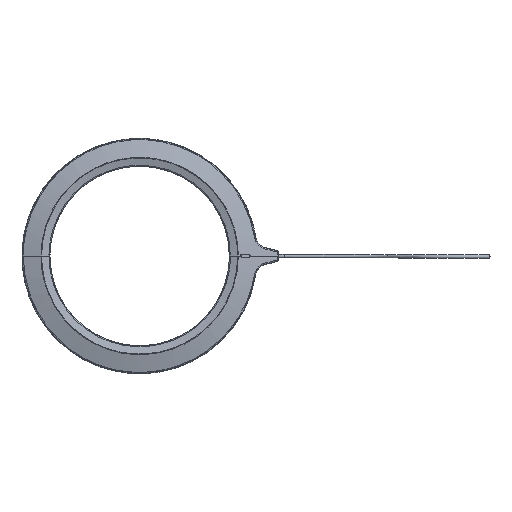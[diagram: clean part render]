
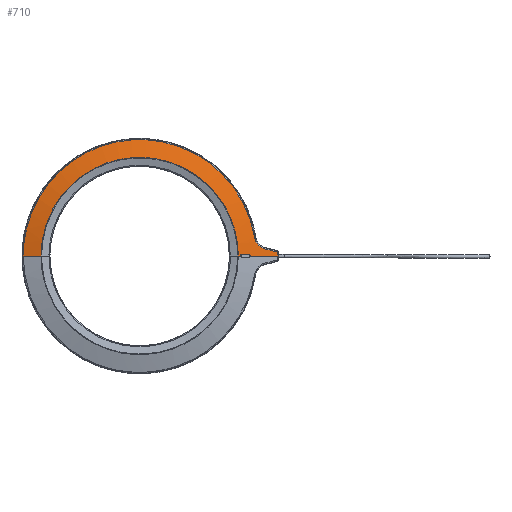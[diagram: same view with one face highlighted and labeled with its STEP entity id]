
A CAD part, top view. The second image highlights one B-rep face of the part: STEP entity #710.
In plain terms, the highlighted free-form (B-spline) face has degree [2, 1] with [5, 2] control points.
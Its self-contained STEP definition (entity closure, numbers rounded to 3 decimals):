
#181=B_SPLINE_CURVE_WITH_KNOTS('',3,(#30126,#30127,#30128,#30129,#30130,
#30131,#30132),.UNSPECIFIED.,.F.,.F.,(4,3,4),(0.,3.17,3.17),
 .UNSPECIFIED.);
#183=B_SPLINE_CURVE_WITH_KNOTS('',3,(#30155,#30156,#30157,#30158,#30159,
#30160,#30161,#30162,#30163,#30164),.UNSPECIFIED.,.F.,.F.,(4,3,3,4),(0.,
1.279,9.279,11.279),.UNSPECIFIED.);
#201=B_SPLINE_CURVE_WITH_KNOTS('',3,(#30270,#30271,#30272,#30273,#30274,
#30275),.UNSPECIFIED.,.F.,.F.,(4,2,4),(0.,6.788,13.577),
 .UNSPECIFIED.);
#203=B_SPLINE_CURVE_WITH_KNOTS('',1,(#30300,#30301),.UNSPECIFIED.,.F.,.F.,
(2,2),(84.076,99.153),.UNSPECIFIED.);
#204=B_SPLINE_CURVE_WITH_KNOTS('',3,(#30307,#30308,#30309,#30310,#30311,
#30312,#30313,#30314,#30315,#30316,#30317,#30318,#30319,#30320,#30321,#30322,
#30323,#30324,#30325,#30326,#30327,#30328),.UNSPECIFIED.,.F.,.F.,(4,3,3,
3,3,3,3,4),(0.,5.176,5.346,5.871,6.38,
6.876,7.368,7.584),.UNSPECIFIED.);
#208=B_SPLINE_CURVE_WITH_KNOTS('',1,(#30361,#30362),.UNSPECIFIED.,.F.,.F.,
(2,2),(84.076,85.928),.UNSPECIFIED.);
#209=B_SPLINE_CURVE_WITH_KNOTS('',1,(#30363,#30364),.UNSPECIFIED.,.F.,.F.,
(2,2),(94.21,117.538),.UNSPECIFIED.);
#211=B_SPLINE_CURVE_WITH_KNOTS('',3,(#30369,#30370,#30371,#30372,#30373,
#30374,#30375,#30376,#30377,#30378,#30379,#30380,#30381,#30382,#30383,#30384),
 .UNSPECIFIED.,.F.,.F.,(4,3,3,3,3,4),(17.578,17.859,
18.373,18.906,19.447,19.988),
 .UNSPECIFIED.);
#710=ADVANCED_FACE('',(#1048),#4512,.T.);
#1048=FACE_OUTER_BOUND('',#1388,.T.);
#1388=EDGE_LOOP('',(#2687,#2688,#2689,#2690,#2691,#2692,#2693,#2694,#2695,
#2696));
#2687=ORIENTED_EDGE('',*,*,#3435,.T.);
#2688=ORIENTED_EDGE('',*,*,#3438,.T.);
#2689=ORIENTED_EDGE('',*,*,#3425,.T.);
#2690=ORIENTED_EDGE('',*,*,#3436,.T.);
#2691=ORIENTED_EDGE('',*,*,#3385,.F.);
#2692=ORIENTED_EDGE('',*,*,#3388,.F.);
#2693=ORIENTED_EDGE('',*,*,#3417,.F.);
#2694=ORIENTED_EDGE('',*,*,#3421,.T.);
#2695=ORIENTED_EDGE('',*,*,#3423,.F.);
#2696=ORIENTED_EDGE('',*,*,#3420,.T.);
#3385=EDGE_CURVE('',#4266,#4288,#181,.T.);
#3388=EDGE_CURVE('',#4269,#4266,#183,.T.);
#3417=EDGE_CURVE('',#4278,#4269,#201,.T.);
#3420=EDGE_CURVE('',#4280,#4244,#3925,.T.);
#3421=EDGE_CURVE('',#4278,#4281,#3926,.T.);
#3423=EDGE_CURVE('',#4280,#4281,#203,.T.);
#3425=EDGE_CURVE('',#4279,#4287,#204,.T.);
#3435=EDGE_CURVE('',#4244,#4286,#208,.T.);
#3436=EDGE_CURVE('',#4287,#4288,#209,.T.);
#3438=EDGE_CURVE('',#4286,#4279,#211,.T.);
#3925=(
BOUNDED_CURVE()
B_SPLINE_CURVE(2,(#30285,#30286,#30287,#30288,#30289),.UNSPECIFIED.,.F.,
 .F.)
B_SPLINE_CURVE_WITH_KNOTS((3,2,3),(0.,127.566,255.132),
 .UNSPECIFIED.)
CURVE()
GEOMETRIC_REPRESENTATION_ITEM()
RATIONAL_B_SPLINE_CURVE((1.,0.707,1.,0.707,1.))
REPRESENTATION_ITEM('')
);
#3926=(
BOUNDED_CURVE()
B_SPLINE_CURVE(2,(#30290,#30291,#30292,#30293,#30294),.UNSPECIFIED.,.F.,
 .F.)
B_SPLINE_CURVE_WITH_KNOTS((3,2,3),(0.,142.836,285.673),
 .UNSPECIFIED.)
CURVE()
GEOMETRIC_REPRESENTATION_ITEM()
RATIONAL_B_SPLINE_CURVE((1.,0.735,1.,0.735,1.))
REPRESENTATION_ITEM('')
);
#4244=VERTEX_POINT('',#29986);
#4266=VERTEX_POINT('',#30008);
#4269=VERTEX_POINT('',#30011);
#4278=VERTEX_POINT('',#30020);
#4279=VERTEX_POINT('',#30021);
#4280=VERTEX_POINT('',#30022);
#4281=VERTEX_POINT('',#30023);
#4286=VERTEX_POINT('',#30028);
#4287=VERTEX_POINT('',#30029);
#4288=VERTEX_POINT('',#30030);
#4512=(
BOUNDED_SURFACE()
B_SPLINE_SURFACE(2,1,((#29842,#29843),(#29844,#29845),(#29846,#29847),(#29848,
#29849),(#29850,#29851)),.UNSPECIFIED.,.F.,.F.,.F.)
B_SPLINE_SURFACE_WITH_KNOTS((3,2,3),(2,2),(0.,199.822,399.644),
(0.,131.698),.UNSPECIFIED.)
GEOMETRIC_REPRESENTATION_ITEM()
RATIONAL_B_SPLINE_SURFACE(((1.,1.),(0.707,0.707),
(1.,1.),(0.707,0.707),(1.,1.)))
REPRESENTATION_ITEM('')
SURFACE()
);
#29842=CARTESIAN_POINT('',(0.,0.,333.591));
#29843=CARTESIAN_POINT('',(-127.211,0.,299.505));
#29844=CARTESIAN_POINT('',(0.,0.,333.591));
#29845=CARTESIAN_POINT('',(-127.211,127.211,299.505));
#29846=CARTESIAN_POINT('',(0.,0.,333.591));
#29847=CARTESIAN_POINT('',(0.,127.211,299.505));
#29848=CARTESIAN_POINT('',(0.,0.,333.591));
#29849=CARTESIAN_POINT('',(127.211,127.211,299.505));
#29850=CARTESIAN_POINT('',(0.,0.,333.591));
#29851=CARTESIAN_POINT('',(127.211,0.,299.505));
#29986=CARTESIAN_POINT('',(81.211,0.,311.831));
#30008=CARTESIAN_POINT('',(113.534,3.17,303.158));
#30011=CARTESIAN_POINT('',(102.957,5.91,305.958));
#30020=CARTESIAN_POINT('',(94.569,15.147,307.928));
#30021=CARTESIAN_POINT('',(84.5,1.5,310.946));
#30022=CARTESIAN_POINT('',(-81.211,0.,311.831));
#30023=CARTESIAN_POINT('',(-95.774,0.,307.928));
#30028=CARTESIAN_POINT('',(83.,0.,311.351));
#30029=CARTESIAN_POINT('',(91.,0.,309.208));
#30030=CARTESIAN_POINT('',(113.533,0.,303.17));
#30126=CARTESIAN_POINT('',(113.534,3.17,303.158));
#30127=CARTESIAN_POINT('',(113.534,2.113,303.166));
#30128=CARTESIAN_POINT('',(113.534,1.057,303.17));
#30129=CARTESIAN_POINT('',(113.533,0.,303.17));
#30130=CARTESIAN_POINT('',(113.533,0.,303.17));
#30131=CARTESIAN_POINT('',(113.533,0.,303.17));
#30132=CARTESIAN_POINT('',(113.533,0.,303.17));
#30155=CARTESIAN_POINT('',(102.957,5.91,305.958));
#30156=CARTESIAN_POINT('',(103.357,5.806,305.853));
#30157=CARTESIAN_POINT('',(103.757,5.703,305.748));
#30158=CARTESIAN_POINT('',(104.157,5.599,305.642));
#30159=CARTESIAN_POINT('',(106.658,4.951,304.982));
#30160=CARTESIAN_POINT('',(109.158,4.303,304.32));
#30161=CARTESIAN_POINT('',(111.658,3.655,303.656));
#30162=CARTESIAN_POINT('',(112.283,3.493,303.49));
#30163=CARTESIAN_POINT('',(112.909,3.332,303.324));
#30164=CARTESIAN_POINT('',(113.534,3.17,303.158));
#30270=CARTESIAN_POINT('',(94.569,15.147,307.928));
#30271=CARTESIAN_POINT('',(94.925,12.923,307.928));
#30272=CARTESIAN_POINT('',(95.951,10.841,307.722));
#30273=CARTESIAN_POINT('',(98.918,7.612,307.012));
#30274=CARTESIAN_POINT('',(100.847,6.457,306.515));
#30275=CARTESIAN_POINT('',(102.957,5.91,305.958));
#30285=CARTESIAN_POINT('',(-81.211,0.,311.831));
#30286=CARTESIAN_POINT('',(-81.211,81.211,311.831));
#30287=CARTESIAN_POINT('',(0.,81.211,311.831));
#30288=CARTESIAN_POINT('',(81.211,81.211,311.831));
#30289=CARTESIAN_POINT('',(81.211,0.,311.831));
#30290=CARTESIAN_POINT('',(94.569,15.147,307.928));
#30291=CARTESIAN_POINT('',(80.58,102.489,307.928));
#30292=CARTESIAN_POINT('',(-7.597,95.472,307.928));
#30293=CARTESIAN_POINT('',(-95.774,88.456,307.928));
#30294=CARTESIAN_POINT('',(-95.774,0.,307.928));
#30300=CARTESIAN_POINT('',(-81.211,0.,311.831));
#30301=CARTESIAN_POINT('',(-95.774,0.,307.928));
#30307=CARTESIAN_POINT('',(84.5,1.5,310.946));
#30308=CARTESIAN_POINT('',(86.167,1.5,310.499));
#30309=CARTESIAN_POINT('',(87.833,1.5,310.053));
#30310=CARTESIAN_POINT('',(89.5,1.5,309.606));
#30311=CARTESIAN_POINT('',(89.555,1.5,309.592));
#30312=CARTESIAN_POINT('',(89.609,1.497,309.577));
#30313=CARTESIAN_POINT('',(89.663,1.491,309.562));
#30314=CARTESIAN_POINT('',(89.83,1.473,309.518));
#30315=CARTESIAN_POINT('',(89.996,1.426,309.474));
#30316=CARTESIAN_POINT('',(90.149,1.353,309.433));
#30317=CARTESIAN_POINT('',(90.296,1.282,309.394));
#30318=CARTESIAN_POINT('',(90.434,1.185,309.357));
#30319=CARTESIAN_POINT('',(90.552,1.069,309.326));
#30320=CARTESIAN_POINT('',(90.667,0.956,309.296));
#30321=CARTESIAN_POINT('',(90.765,0.822,309.27));
#30322=CARTESIAN_POINT('',(90.838,0.677,309.25));
#30323=CARTESIAN_POINT('',(90.911,0.533,309.231));
#30324=CARTESIAN_POINT('',(90.962,0.374,309.218));
#30325=CARTESIAN_POINT('',(90.985,0.214,309.212));
#30326=CARTESIAN_POINT('',(90.995,0.143,309.209));
#30327=CARTESIAN_POINT('',(91.,0.072,309.208));
#30328=CARTESIAN_POINT('',(91.,0.,309.208));
#30361=CARTESIAN_POINT('',(81.211,0.,311.831));
#30362=CARTESIAN_POINT('',(83.,0.,311.351));
#30363=CARTESIAN_POINT('',(91.,0.,309.208));
#30364=CARTESIAN_POINT('',(113.533,0.,303.17));
#30369=CARTESIAN_POINT('',(83.,0.,311.351));
#30370=CARTESIAN_POINT('',(83.,0.093,311.351));
#30371=CARTESIAN_POINT('',(83.009,0.187,311.349));
#30372=CARTESIAN_POINT('',(83.026,0.278,311.344));
#30373=CARTESIAN_POINT('',(83.057,0.444,311.336));
#30374=CARTESIAN_POINT('',(83.118,0.607,311.319));
#30375=CARTESIAN_POINT('',(83.203,0.753,311.296));
#30376=CARTESIAN_POINT('',(83.29,0.904,311.272));
#30377=CARTESIAN_POINT('',(83.405,1.04,311.241));
#30378=CARTESIAN_POINT('',(83.537,1.15,311.205));
#30379=CARTESIAN_POINT('',(83.671,1.263,311.169));
#30380=CARTESIAN_POINT('',(83.827,1.352,311.127));
#30381=CARTESIAN_POINT('',(83.99,1.411,311.083));
#30382=CARTESIAN_POINT('',(84.153,1.469,311.039));
#30383=CARTESIAN_POINT('',(84.327,1.5,310.992));
#30384=CARTESIAN_POINT('',(84.5,1.5,310.946));
